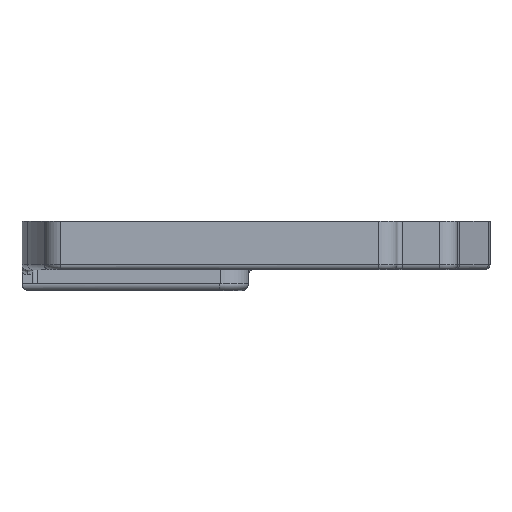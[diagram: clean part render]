
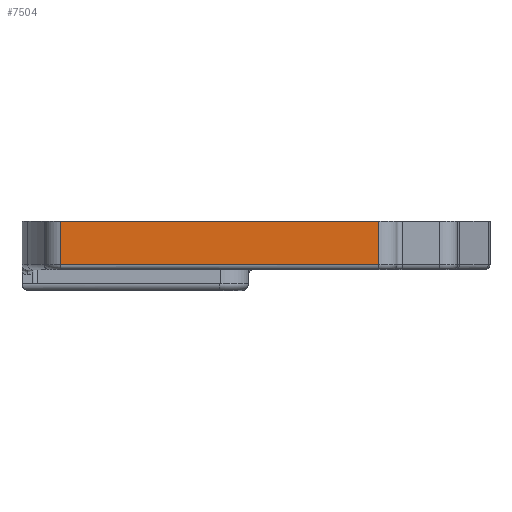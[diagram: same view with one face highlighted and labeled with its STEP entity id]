
A CAD part, left-side view. The second image highlights one B-rep face of the part: STEP entity #7504.
In plain terms, the highlighted planar face has unit normal (-1, 0, 0).
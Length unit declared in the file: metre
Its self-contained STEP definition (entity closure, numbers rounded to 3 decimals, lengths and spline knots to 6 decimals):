
#267=PLANE('',#8025);
#655=FACE_OUTER_BOUND('',#1100,.T.);
#1100=EDGE_LOOP('',(#6384,#6385,#6386,#6387));
#2261=LINE('',#20416,#2862);
#2280=LINE('',#20503,#2881);
#2281=LINE('',#20506,#2882);
#2282=LINE('',#20507,#2883);
#2862=VECTOR('',#9431,0.01);
#2881=VECTOR('',#9526,0.01);
#2882=VECTOR('',#9529,0.01);
#2883=VECTOR('',#9530,0.01);
#3556=VERTEX_POINT('',#20414);
#3557=VERTEX_POINT('',#20415);
#3573=VERTEX_POINT('',#20501);
#3574=VERTEX_POINT('',#20505);
#4564=EDGE_CURVE('',#3556,#3557,#2261,.T.);
#4602=EDGE_CURVE('',#3573,#3557,#2280,.T.);
#4603=EDGE_CURVE('',#3573,#3574,#2281,.T.);
#4604=EDGE_CURVE('',#3574,#3556,#2282,.T.);
#6384=ORIENTED_EDGE('',*,*,#4564,.T.);
#6385=ORIENTED_EDGE('',*,*,#4602,.F.);
#6386=ORIENTED_EDGE('',*,*,#4603,.T.);
#6387=ORIENTED_EDGE('',*,*,#4604,.T.);
#7504=ADVANCED_FACE('',(#655),#267,.F.);
#8025=AXIS2_PLACEMENT_3D('',#20504,#9527,#9528);
#9431=DIRECTION('',(0.,-1.,0.));
#9526=DIRECTION('',(0.,0.,-1.));
#9527=DIRECTION('center_axis',(1.,0.,0.));
#9528=DIRECTION('ref_axis',(0.,-1.,0.));
#9529=DIRECTION('',(0.,1.,0.));
#9530=DIRECTION('',(0.,0.,-1.));
#20414=CARTESIAN_POINT('',(-0.07478,0.039016,-0.00773));
#20415=CARTESIAN_POINT('',(-0.07478,-0.029245,-0.00773));
#20416=CARTESIAN_POINT('',(-0.07478,0.018072,-0.00773));
#20501=CARTESIAN_POINT('',(-0.07478,-0.029245,0.0015));
#20503=CARTESIAN_POINT('',(-0.07478,-0.029245,0.));
#20504=CARTESIAN_POINT('Origin',(-0.07478,0.039016,
0.));
#20505=CARTESIAN_POINT('',(-0.07478,0.039016,0.0015));
#20506=CARTESIAN_POINT('',(-0.07478,-0.029245,0.0015));
#20507=CARTESIAN_POINT('',(-0.07478,0.039016,0.));
